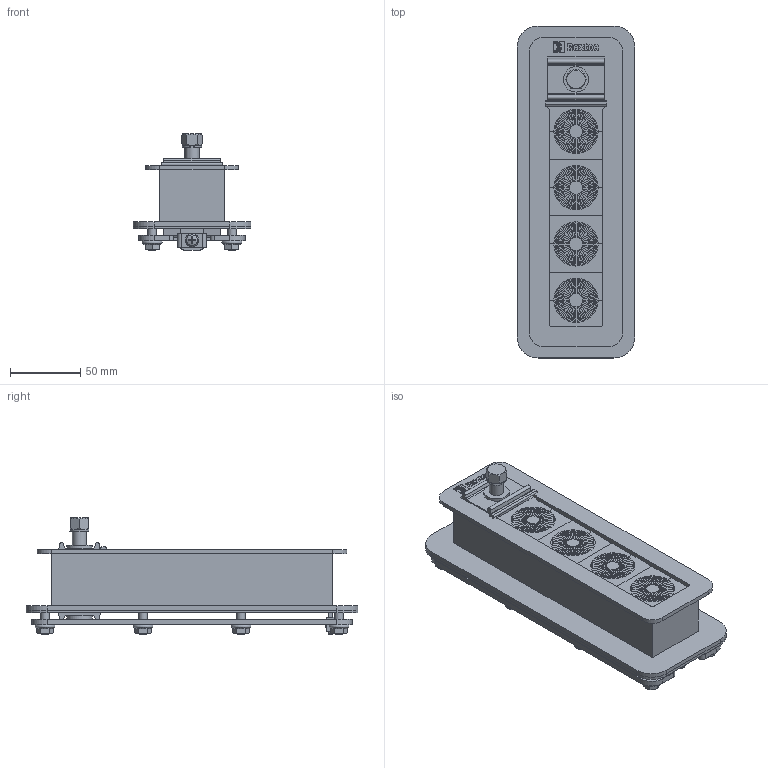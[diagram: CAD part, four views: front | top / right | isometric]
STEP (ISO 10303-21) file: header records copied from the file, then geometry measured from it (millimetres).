
FILE_DESCRIPTION(/* description */ ('https://test.transitdesigner.roxtec.com/app/projects/3565ec9d-8d7b-4480-a737-b4a7b6f4b0d0/transits/8f535548-567f-4148-a080-9c8778d8f693/packingplan','CAx-IF Rec.Pracs.---Representation and Presentation of Product Manufacturing Information (PMI)---4.0---2014-10-13'),/* implementation_level */ '2;1');
FILE_NAME(/* name */ 'Export1.stp',/* time_stamp */ '2022-10-19T06:59:12+00:00',/* author */ ('RTD / 2022-10-19 / Export1'),/* organization */ ('Roxtec International AB / www.roxtec.com'),/* preprocessor_version */ 'ST-DEVELOPER v18.1',/* originating_system */ 'Autodesk Inventor 2022',/* authorisation */ '3DCadService 0.1.5.0-38297bb');
FILE_SCHEMA (('AP242_MANAGED_MODEL_BASED_3D_ENGINEERING_MIM_LF { 1 0 10303 442 1 1 4 }'));
Length unit declared in the file: centimetre
Products named in the file (1): Export1
Bounding box: 83.8 x 236 x 82.5 mm (x, y, z)
Volume: 497454 mm3; surface area: 104587.8 mm2
Topology: 1 solids, 1 shells, 792 faces, 1938 edges, 1207 vertices
Faces by surface type: plane 557, cylinder 92, cone 89, bspline 37, torus 16, sphere 1
Full cylindrical faces by diameter (mm): 4.567 x1, 5 x2, 6 x8, 6.6 x8, 7 x8, 10 x1, 18 x2
Entity records: 23741 total; most frequent: CARTESIAN_POINT 5160, ORIENTED_EDGE 3878, DIRECTION 3723, EDGE_CURVE 1939, AXIS2_PLACEMENT_3D 1342, VERTEX_POINT 1207, LINE 1039, VECTOR 1039
